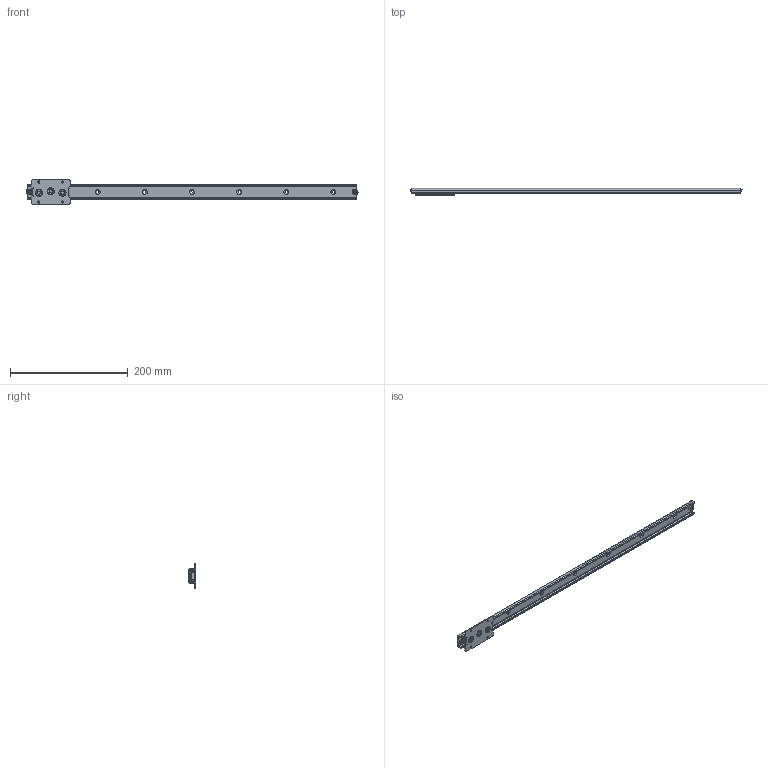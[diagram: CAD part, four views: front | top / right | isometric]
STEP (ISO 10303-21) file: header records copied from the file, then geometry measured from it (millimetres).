
FILE_DESCRIPTION((''),'2;1');
FILE_NAME('','2008-04-30T18:15:04',(''),(''),'','CADfix','');
FILE_SCHEMA(('AUTOMOTIVE_DESIGN { 1 0 10303 214 1 1 1 1 }'));
Length unit declared in the file: millimetre
Bounding box: 563.97 x 12 x 42 mm (x, y, z)
Volume: 50664.7 mm3; surface area: 52983.8 mm2
Topology: 7 solids, 7 shells, 224 faces, 718 edges, 520 vertices
Faces by surface type: bspline 224
Entity records: 8778 total; most frequent: CARTESIAN_POINT 4882, ORIENTED_EDGE 1420, EDGE_CURVE 710, VERTEX_POINT 516, EDGE_LOOP 270, QUASI_UNIFORM_CURVE 252, FACE_OUTER_BOUND 224, ADVANCED_FACE 224
